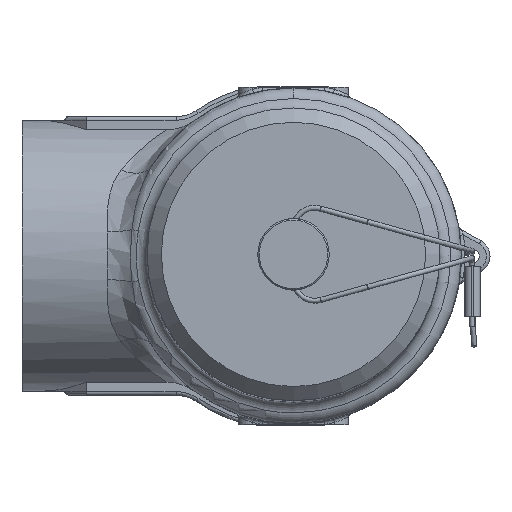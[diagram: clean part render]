
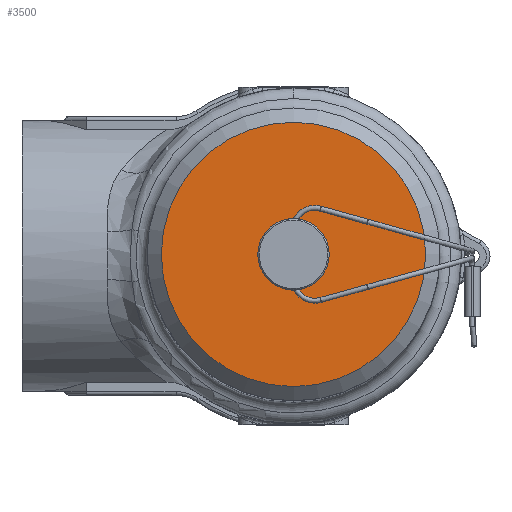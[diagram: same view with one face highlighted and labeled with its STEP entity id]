
A CAD part, top view. The second image highlights one B-rep face of the part: STEP entity #3500.
In plain terms, the highlighted planar face has unit normal (0, 0, 1).
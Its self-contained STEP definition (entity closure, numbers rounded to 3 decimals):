
#2658=CARTESIAN_POINT('',(18.5,-0.,129.5));
#2659=VERTEX_POINT('',#2658);
#2666=CARTESIAN_POINT('',(-18.5,-0.,129.5));
#2667=VERTEX_POINT('',#2666);
#2668=CARTESIAN_POINT('',(0.,-0.,129.5));
#2669=DIRECTION('',(0.,0.,-1.));
#2670=DIRECTION('',(1.,0.,0.));
#2671=AXIS2_PLACEMENT_3D('',#2668,#2669,#2670);
#2672=CIRCLE('',#2671,18.5);
#2673=EDGE_CURVE('NONE',#2659,#2667,#2672,.T.);
#2675=CARTESIAN_POINT('',(0.,-0.,129.5));
#2676=DIRECTION('',(0.,0.,-1.));
#2677=DIRECTION('',(1.,0.,0.));
#2678=AXIS2_PLACEMENT_3D('',#2675,#2676,#2677);
#2679=CIRCLE('',#2678,18.5);
#2680=EDGE_CURVE('NONE',#2667,#2659,#2679,.T.);
#2693=CARTESIAN_POINT('',(5.,-0.,129.5));
#2694=VERTEX_POINT('',#2693);
#2720=CARTESIAN_POINT('',(-5.,-0.,129.5));
#2721=VERTEX_POINT('',#2720);
#2722=CARTESIAN_POINT('',(0.,-0.,129.5));
#2723=DIRECTION('',(0.,0.,-1.));
#2724=DIRECTION('',(1.,0.,0.));
#2725=AXIS2_PLACEMENT_3D('',#2722,#2723,#2724);
#2726=CIRCLE('',#2725,5.);
#2727=EDGE_CURVE('NONE',#2721,#2694,#2726,.T.);
#2729=CARTESIAN_POINT('',(0.,-0.,129.5));
#2730=DIRECTION('',(0.,0.,-1.));
#2731=DIRECTION('',(1.,0.,0.));
#2732=AXIS2_PLACEMENT_3D('',#2729,#2730,#2731);
#2733=CIRCLE('',#2732,5.);
#2734=EDGE_CURVE('NONE',#2694,#2721,#2733,.T.);
#3487=CARTESIAN_POINT('',(0.,18.5,129.5));
#3488=DIRECTION('',(0.,0.,-1.));
#3489=DIRECTION('',(1.,0.,0.));
#3490=AXIS2_PLACEMENT_3D('',#3487,#3488,#3489);
#3491=PLANE('',#3490);
#3492=ORIENTED_EDGE('',*,*,#2673,.F.);
#3493=ORIENTED_EDGE('',*,*,#2680,.F.);
#3494=EDGE_LOOP('',(#3492,#3493));
#3495=FACE_BOUND('',#3494,.T.);
#3496=ORIENTED_EDGE('',*,*,#2734,.T.);
#3497=ORIENTED_EDGE('',*,*,#2727,.T.);
#3498=EDGE_LOOP('',(#3496,#3497));
#3499=FACE_BOUND('',#3498,.T.);
#3500=ADVANCED_FACE('NONE',(#3495,#3499),#3491,.F.);
